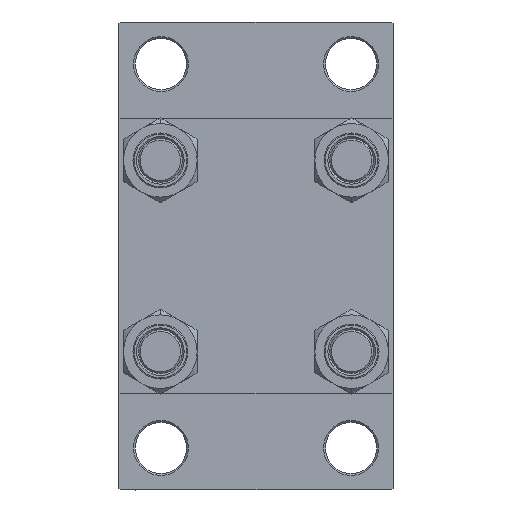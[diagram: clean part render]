
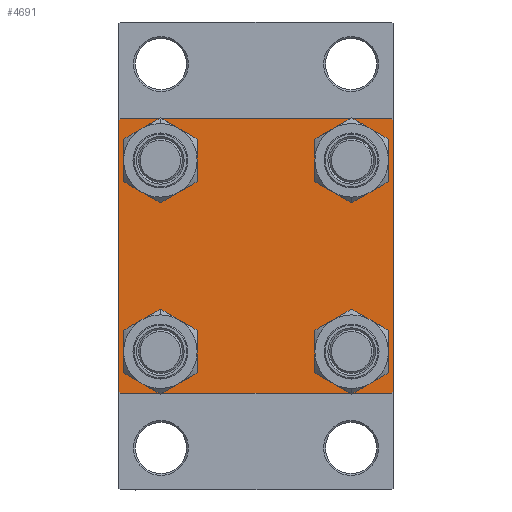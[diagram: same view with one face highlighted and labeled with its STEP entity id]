
A CAD part, left-side view. The second image highlights one B-rep face of the part: STEP entity #4691.
In plain terms, the highlighted planar face has unit normal (-1, 0, 0).
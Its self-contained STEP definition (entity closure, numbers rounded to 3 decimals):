
#382 = DIRECTION ( 'NONE',  ( 0., 0., 1. ) ) ;
#1665 = DIRECTION ( 'NONE',  ( 1., 0., 0. ) ) ;
#2497 = CARTESIAN_POINT ( 'NONE',  ( 0., 37., -37.5 ) ) ;
#2519 = DIRECTION ( 'NONE',  ( 0., 0., 1. ) ) ;
#2982 = CARTESIAN_POINT ( 'NONE',  ( 0., 26.15, 26.15 ) ) ;
#3187 = ORIENTED_EDGE ( 'NONE', *, *, #13732, .T. ) ;
#3310 = VERTEX_POINT ( 'NONE', #24272 ) ;
#3538 = FACE_BOUND ( 'NONE', #41561, .T. ) ;
#3838 = EDGE_CURVE ( 'NONE', #25735, #45930, #42444, .T. ) ;
#3876 = ORIENTED_EDGE ( 'NONE', *, *, #7641, .T. ) ;
#3983 = DIRECTION ( 'NONE',  ( 0., 0., 1. ) ) ;
#4011 = FACE_BOUND ( 'NONE', #21592, .T. ) ;
#4015 = AXIS2_PLACEMENT_3D ( 'NONE', #24744, #42661, #9734 ) ;
#4058 = CARTESIAN_POINT ( 'NONE',  ( 0., -26.15, 32.65 ) ) ;
#4123 = VERTEX_POINT ( 'NONE', #30165 ) ;
#4691 = ADVANCED_FACE ( 'NONE', ( #3538, #4011, #14685, #36490, #22195 ), #43753, .T. ) ;
#4733 = EDGE_CURVE ( 'NONE', #11272, #16768, #36960, .T. ) ;
#4827 = VERTEX_POINT ( 'NONE', #41765 ) ;
#4850 = EDGE_CURVE ( 'NONE', #16768, #35750, #19504, .T. ) ;
#4865 = DIRECTION ( 'NONE',  ( 1., 0., 0. ) ) ;
#5052 = CARTESIAN_POINT ( 'NONE',  ( 0., -26.15, -26.15 ) ) ;
#5203 = LINE ( 'NONE', #34530, #5517 ) ;
#5224 = VECTOR ( 'NONE', #8953, 1000. ) ;
#5308 = CARTESIAN_POINT ( 'NONE',  ( 0., -37.25, 37.25 ) ) ;
#5494 = DIRECTION ( 'NONE',  ( 1., 0., 0. ) ) ;
#5517 = VECTOR ( 'NONE', #19997, 1000. ) ;
#5557 = ORIENTED_EDGE ( 'NONE', *, *, #4850, .T. ) ;
#5784 = VERTEX_POINT ( 'NONE', #23937 ) ;
#6030 = CIRCLE ( 'NONE', #41587, 6.5 ) ;
#6401 = VECTOR ( 'NONE', #34776, 1000. ) ;
#6953 = EDGE_CURVE ( 'NONE', #40503, #20715, #40670, .T. ) ;
#7147 = ORIENTED_EDGE ( 'NONE', *, *, #33739, .T. ) ;
#7641 = EDGE_CURVE ( 'NONE', #30185, #47020, #44890, .T. ) ;
#7867 = ORIENTED_EDGE ( 'NONE', *, *, #4733, .T. ) ;
#8224 = ORIENTED_EDGE ( 'NONE', *, *, #30079, .T. ) ;
#8404 = EDGE_CURVE ( 'NONE', #36056, #11272, #25661, .T. ) ;
#8714 = LINE ( 'NONE', #5308, #5224 ) ;
#8953 = DIRECTION ( 'NONE',  ( 0., 0.707, 0.707 ) ) ;
#9591 = DIRECTION ( 'NONE',  ( 1., 0., 0. ) ) ;
#9734 = DIRECTION ( 'NONE',  ( 0., 0., 1. ) ) ;
#9797 = CARTESIAN_POINT ( 'NONE',  ( 0., -26.15, 26.15 ) ) ;
#9966 = ORIENTED_EDGE ( 'NONE', *, *, #37060, .T. ) ;
#10698 = ORIENTED_EDGE ( 'NONE', *, *, #24241, .T. ) ;
#10814 = DIRECTION ( 'NONE',  ( 0., 0., -1. ) ) ;
#11272 = VERTEX_POINT ( 'NONE', #30580 ) ;
#11643 = AXIS2_PLACEMENT_3D ( 'NONE', #20501, #9591, #24846 ) ;
#11773 = CARTESIAN_POINT ( 'NONE',  ( 0., -37.25, -37.25 ) ) ;
#12379 = DIRECTION ( 'NONE',  ( 0., 0., 1. ) ) ;
#12953 = VECTOR ( 'NONE', #27154, 1000. ) ;
#13383 = CIRCLE ( 'NONE', #35813, 6.5 ) ;
#13732 = EDGE_CURVE ( 'NONE', #35750, #32793, #5203, .T. ) ;
#14101 = AXIS2_PLACEMENT_3D ( 'NONE', #18051, #22167, #3983 ) ;
#14685 = FACE_BOUND ( 'NONE', #36881, .T. ) ;
#16103 = ORIENTED_EDGE ( 'NONE', *, *, #6953, .F. ) ;
#16768 = VERTEX_POINT ( 'NONE', #33426 ) ;
#16786 = CARTESIAN_POINT ( 'NONE',  ( 0., -26.15, 19.65 ) ) ;
#16796 = EDGE_CURVE ( 'NONE', #3310, #5784, #13383, .T. ) ;
#18051 = CARTESIAN_POINT ( 'NONE',  ( 0., 26.15, -26.15 ) ) ;
#18255 = CARTESIAN_POINT ( 'NONE',  ( 0., -37.5, -37. ) ) ;
#18404 = CARTESIAN_POINT ( 'NONE',  ( 0., -37.5, 37.5 ) ) ;
#18511 = CARTESIAN_POINT ( 'NONE',  ( 0., -26.15, -26.15 ) ) ;
#18586 = VECTOR ( 'NONE', #22056, 1000. ) ;
#19504 = LINE ( 'NONE', #37906, #36297 ) ;
#19997 = DIRECTION ( 'NONE',  ( 0., -1., 0. ) ) ;
#20019 = AXIS2_PLACEMENT_3D ( 'NONE', #46903, #5494, #36010 ) ;
#20501 = CARTESIAN_POINT ( 'NONE',  ( 0., 26.15, 26.15 ) ) ;
#20715 = VERTEX_POINT ( 'NONE', #18255 ) ;
#20930 = DIRECTION ( 'NONE',  ( 1., 0., 0. ) ) ;
#21091 = CIRCLE ( 'NONE', #14101, 6.5 ) ;
#21118 = AXIS2_PLACEMENT_3D ( 'NONE', #18511, #4865, #12379 ) ;
#21592 = EDGE_LOOP ( 'NONE', ( #23243, #42419 ) ) ;
#21950 = EDGE_CURVE ( 'NONE', #36056, #4827, #24000, .T. ) ;
#22056 = DIRECTION ( 'NONE',  ( 0., 0., -1. ) ) ;
#22167 = DIRECTION ( 'NONE',  ( 1., 0., 0. ) ) ;
#22195 = FACE_OUTER_BOUND ( 'NONE', #30115, .T. ) ;
#22239 = ORIENTED_EDGE ( 'NONE', *, *, #21950, .F. ) ;
#22505 = DIRECTION ( 'NONE',  ( 0., 0.707, -0.707 ) ) ;
#23243 = ORIENTED_EDGE ( 'NONE', *, *, #34780, .T. ) ;
#23359 = EDGE_CURVE ( 'NONE', #40503, #4827, #8714, .T. ) ;
#23937 = CARTESIAN_POINT ( 'NONE',  ( 0., -26.15, -19.65 ) ) ;
#24000 = LINE ( 'NONE', #41654, #12953 ) ;
#24061 = CIRCLE ( 'NONE', #41022, 6.5 ) ;
#24241 = EDGE_CURVE ( 'NONE', #45930, #25735, #6030, .T. ) ;
#24272 = CARTESIAN_POINT ( 'NONE',  ( 0., -26.15, -32.65 ) ) ;
#24725 = VECTOR ( 'NONE', #22505, 1000. ) ;
#24744 = CARTESIAN_POINT ( 'NONE',  ( 0., 26.15, -26.15 ) ) ;
#24846 = DIRECTION ( 'NONE',  ( 0., 0., 1. ) ) ;
#24913 = CIRCLE ( 'NONE', #4015, 6.5 ) ;
#25661 = LINE ( 'NONE', #44296, #24725 ) ;
#25735 = VERTEX_POINT ( 'NONE', #16786 ) ;
#27122 = ORIENTED_EDGE ( 'NONE', *, *, #3838, .T. ) ;
#27154 = DIRECTION ( 'NONE',  ( 0., -1., 0. ) ) ;
#27593 = DIRECTION ( 'NONE',  ( 0., 0., 1. ) ) ;
#29357 = VECTOR ( 'NONE', #10814, 1000. ) ;
#30079 = EDGE_CURVE ( 'NONE', #47020, #30185, #24061, .T. ) ;
#30115 = EDGE_LOOP ( 'NONE', ( #7867, #5557, #3187, #40466, #16103, #31649, #22239, #35120 ) ) ;
#30165 = CARTESIAN_POINT ( 'NONE',  ( 0., 26.15, -32.65 ) ) ;
#30185 = VERTEX_POINT ( 'NONE', #39805 ) ;
#30580 = CARTESIAN_POINT ( 'NONE',  ( 0., 37.5, 37. ) ) ;
#30582 = CARTESIAN_POINT ( 'NONE',  ( 0., 26.15, -19.65 ) ) ;
#31152 = CIRCLE ( 'NONE', #21118, 6.5 ) ;
#31649 = ORIENTED_EDGE ( 'NONE', *, *, #23359, .T. ) ;
#32793 = VERTEX_POINT ( 'NONE', #38902 ) ;
#33426 = CARTESIAN_POINT ( 'NONE',  ( 0., 37.5, -37. ) ) ;
#33739 = EDGE_CURVE ( 'NONE', #4123, #36967, #21091, .T. ) ;
#34047 = DIRECTION ( 'NONE',  ( 0., -0.707, -0.707 ) ) ;
#34530 = CARTESIAN_POINT ( 'NONE',  ( 0., 37.5, -37.5 ) ) ;
#34776 = DIRECTION ( 'NONE',  ( 0., -0.707, 0.707 ) ) ;
#34780 = EDGE_CURVE ( 'NONE', #5784, #3310, #31152, .T. ) ;
#34879 = EDGE_LOOP ( 'NONE', ( #3876, #8224 ) ) ;
#35120 = ORIENTED_EDGE ( 'NONE', *, *, #8404, .T. ) ;
#35164 = CARTESIAN_POINT ( 'NONE',  ( 0., 37., 37.5 ) ) ;
#35699 = DIRECTION ( 'NONE',  ( 0., 0., 1. ) ) ;
#35750 = VERTEX_POINT ( 'NONE', #2497 ) ;
#35813 = AXIS2_PLACEMENT_3D ( 'NONE', #5052, #1665, #27593 ) ;
#36010 = DIRECTION ( 'NONE',  ( 0., 0., 1. ) ) ;
#36056 = VERTEX_POINT ( 'NONE', #35164 ) ;
#36297 = VECTOR ( 'NONE', #34047, 1000. ) ;
#36490 = FACE_BOUND ( 'NONE', #34879, .T. ) ;
#36881 = EDGE_LOOP ( 'NONE', ( #9966, #7147 ) ) ;
#36960 = LINE ( 'NONE', #43982, #29357 ) ;
#36967 = VERTEX_POINT ( 'NONE', #30582 ) ;
#37060 = EDGE_CURVE ( 'NONE', #36967, #4123, #24913, .T. ) ;
#37679 = LINE ( 'NONE', #11773, #6401 ) ;
#37906 = CARTESIAN_POINT ( 'NONE',  ( 0., 37.25, -37.25 ) ) ;
#38238 = CARTESIAN_POINT ( 'NONE',  ( 0., -37.5, 37. ) ) ;
#38657 = EDGE_CURVE ( 'NONE', #32793, #20715, #37679, .T. ) ;
#38902 = CARTESIAN_POINT ( 'NONE',  ( 0., -37., -37.5 ) ) ;
#39805 = CARTESIAN_POINT ( 'NONE',  ( 0., 26.15, 32.65 ) ) ;
#40466 = ORIENTED_EDGE ( 'NONE', *, *, #38657, .T. ) ;
#40503 = VERTEX_POINT ( 'NONE', #38238 ) ;
#40670 = LINE ( 'NONE', #18404, #18586 ) ;
#41022 = AXIS2_PLACEMENT_3D ( 'NONE', #2982, #20930, #35699 ) ;
#41409 = CARTESIAN_POINT ( 'NONE',  ( 0., 26.15, 19.65 ) ) ;
#41561 = EDGE_LOOP ( 'NONE', ( #10698, #27122 ) ) ;
#41587 = AXIS2_PLACEMENT_3D ( 'NONE', #9797, #47078, #2519 ) ;
#41654 = CARTESIAN_POINT ( 'NONE',  ( 0., 37.5, 37.5 ) ) ;
#41765 = CARTESIAN_POINT ( 'NONE',  ( 0., -37., 37.5 ) ) ;
#42419 = ORIENTED_EDGE ( 'NONE', *, *, #16796, .T. ) ;
#42444 = CIRCLE ( 'NONE', #20019, 6.5 ) ;
#42661 = DIRECTION ( 'NONE',  ( 1., 0., 0. ) ) ;
#43753 = PLANE ( 'NONE',  #44794 ) ;
#43982 = CARTESIAN_POINT ( 'NONE',  ( 0., 37.5, 37.5 ) ) ;
#44296 = CARTESIAN_POINT ( 'NONE',  ( 0., 37.25, 37.25 ) ) ;
#44794 = AXIS2_PLACEMENT_3D ( 'NONE', #47389, #47626, #382 ) ;
#44890 = CIRCLE ( 'NONE', #11643, 6.5 ) ;
#45930 = VERTEX_POINT ( 'NONE', #4058 ) ;
#46903 = CARTESIAN_POINT ( 'NONE',  ( 0., -26.15, 26.15 ) ) ;
#47020 = VERTEX_POINT ( 'NONE', #41409 ) ;
#47078 = DIRECTION ( 'NONE',  ( 1., 0., 0. ) ) ;
#47389 = CARTESIAN_POINT ( 'NONE',  ( 0., 0., 0. ) ) ;
#47626 = DIRECTION ( 'NONE',  ( -1., 0., 0. ) ) ;
